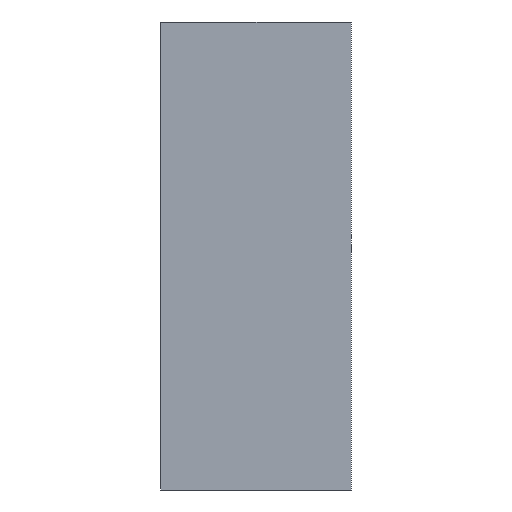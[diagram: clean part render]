
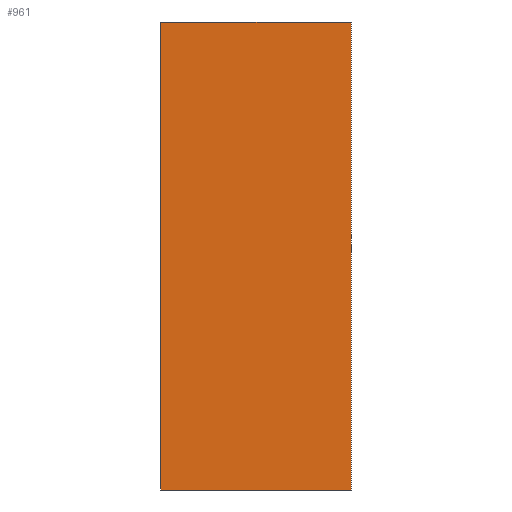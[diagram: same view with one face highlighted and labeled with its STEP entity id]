
A CAD part, left-side view. The second image highlights one B-rep face of the part: STEP entity #961.
In plain terms, the highlighted planar face has unit normal (-1, 0, 0).
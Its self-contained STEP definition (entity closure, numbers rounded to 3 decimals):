
#905 = VERTEX_POINT('',#906);
#906 = CARTESIAN_POINT('',(-1.55,0.65,0.8));
#944 = VERTEX_POINT('',#945);
#945 = CARTESIAN_POINT('',(-1.55,0.65,-0.8));
#951 = EDGE_CURVE('',#905,#944,#952,.T.);
#952 = LINE('',#953,#954);
#953 = CARTESIAN_POINT('',(-1.55,0.65,0.8));
#954 = VECTOR('',#955,1.);
#955 = DIRECTION('',(-0.,-0.,-1.));
#961 = ADVANCED_FACE('',(#962),#987,.F.);
#962 = FACE_BOUND('',#963,.T.);
#963 = EDGE_LOOP('',(#964,#972,#980,#986));
#964 = ORIENTED_EDGE('',*,*,#965,.T.);
#965 = EDGE_CURVE('',#944,#966,#968,.T.);
#966 = VERTEX_POINT('',#967);
#967 = CARTESIAN_POINT('',(-1.55,0.,-0.8));
#968 = LINE('',#969,#970);
#969 = CARTESIAN_POINT('',(-1.55,0.,-0.8));
#970 = VECTOR('',#971,1.);
#971 = DIRECTION('',(-0.,-1.,-0.));
#972 = ORIENTED_EDGE('',*,*,#973,.F.);
#973 = EDGE_CURVE('',#974,#966,#976,.T.);
#974 = VERTEX_POINT('',#975);
#975 = CARTESIAN_POINT('',(-1.55,0.,0.8));
#976 = LINE('',#977,#978);
#977 = CARTESIAN_POINT('',(-1.55,0.,0.8));
#978 = VECTOR('',#979,1.);
#979 = DIRECTION('',(-0.,-0.,-1.));
#980 = ORIENTED_EDGE('',*,*,#981,.F.);
#981 = EDGE_CURVE('',#905,#974,#982,.T.);
#982 = LINE('',#983,#984);
#983 = CARTESIAN_POINT('',(-1.55,0.,0.8));
#984 = VECTOR('',#985,1.);
#985 = DIRECTION('',(-0.,-1.,-0.));
#986 = ORIENTED_EDGE('',*,*,#951,.T.);
#987 = PLANE('',#988);
#988 = AXIS2_PLACEMENT_3D('',#989,#990,#991);
#989 = CARTESIAN_POINT('',(-1.55,0.,0.8));
#990 = DIRECTION('',(1.,0.,0.));
#991 = DIRECTION('',(0.,0.,-1.));
